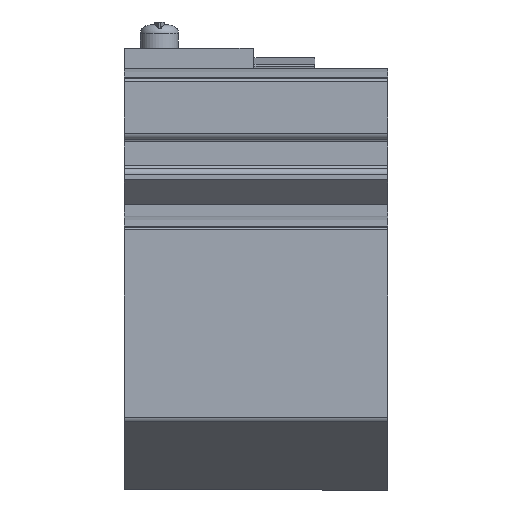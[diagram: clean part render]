
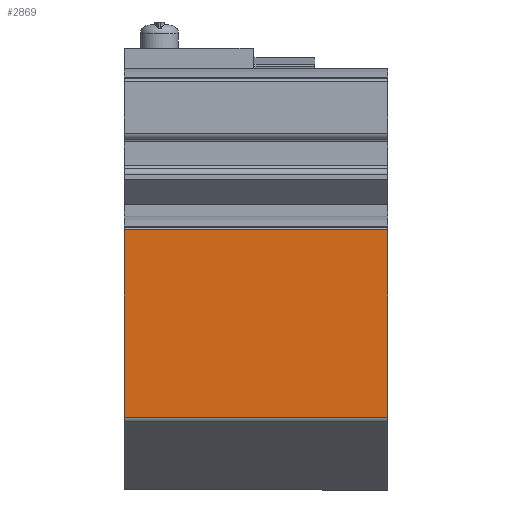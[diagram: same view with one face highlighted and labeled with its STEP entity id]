
A CAD part, front view. The second image highlights one B-rep face of the part: STEP entity #2869.
In plain terms, the highlighted planar face has unit normal (0, -1, 0).
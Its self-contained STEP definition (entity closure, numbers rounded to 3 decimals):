
#814=FACE_OUTER_BOUND('',#937,.T.);
#937=EDGE_LOOP('',(#2540,#2541,#2542,#2543));
#1166=LINE('',#4735,#1483);
#1167=LINE('',#4738,#1484);
#1168=LINE('',#4740,#1485);
#1169=LINE('',#4741,#1486);
#1483=VECTOR('',#3680,1.);
#1484=VECTOR('',#3683,1.);
#1485=VECTOR('',#3684,1.);
#1486=VECTOR('',#3685,1.);
#1789=VERTEX_POINT('',#4731);
#1790=VERTEX_POINT('',#4733);
#1791=VERTEX_POINT('',#4737);
#1792=VERTEX_POINT('',#4739);
#2071=EDGE_CURVE('',#1789,#1790,#1166,.T.);
#2072=EDGE_CURVE('',#1791,#1789,#1167,.T.);
#2073=EDGE_CURVE('',#1792,#1790,#1168,.T.);
#2074=EDGE_CURVE('',#1791,#1792,#1169,.T.);
#2540=ORIENTED_EDGE('',*,*,#2072,.T.);
#2541=ORIENTED_EDGE('',*,*,#2071,.T.);
#2542=ORIENTED_EDGE('',*,*,#2073,.F.);
#2543=ORIENTED_EDGE('',*,*,#2074,.F.);
#2771=PLANE('',#3047);
#2869=ADVANCED_FACE('',(#814),#2771,.T.);
#3047=AXIS2_PLACEMENT_3D('',#4736,#3681,#3682);
#3680=DIRECTION('',(-1.,0.,0.));
#3681=DIRECTION('center_axis',(0.,-1.,0.));
#3682=DIRECTION('ref_axis',(0.,0.,1.));
#3683=DIRECTION('',(0.,0.,1.));
#3684=DIRECTION('',(0.,0.,1.));
#3685=DIRECTION('',(-1.,0.,0.));
#4731=CARTESIAN_POINT('',(45.,-47.095,44.455));
#4733=CARTESIAN_POINT('',(0.,-47.095,44.455));
#4735=CARTESIAN_POINT('',(45.,-47.095,44.455));
#4736=CARTESIAN_POINT('Origin',(45.,-47.095,12.46));
#4737=CARTESIAN_POINT('',(45.,-47.095,12.46));
#4738=CARTESIAN_POINT('',(45.,-47.095,12.46));
#4739=CARTESIAN_POINT('',(0.,-47.095,12.46));
#4740=CARTESIAN_POINT('',(0.,-47.095,12.46));
#4741=CARTESIAN_POINT('',(45.,-47.095,12.46));
